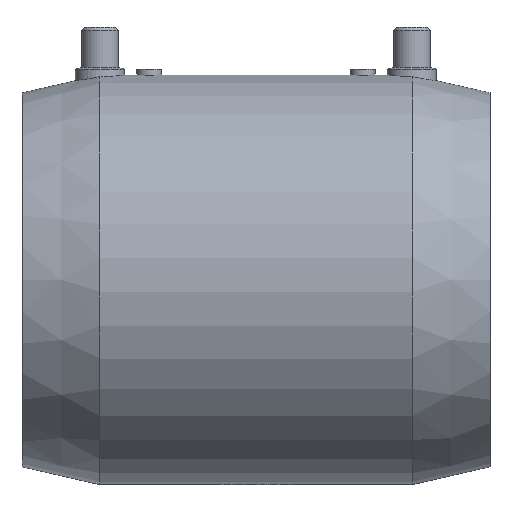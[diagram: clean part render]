
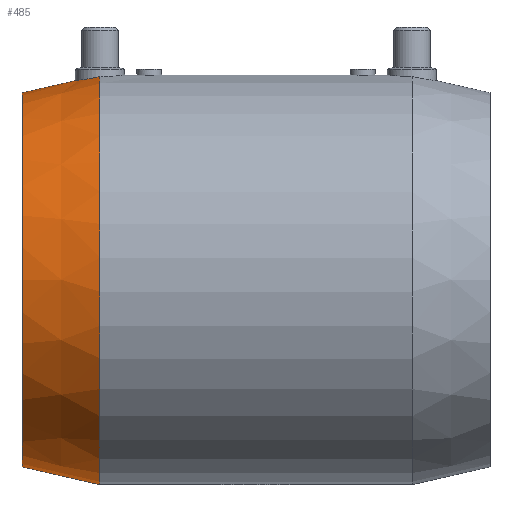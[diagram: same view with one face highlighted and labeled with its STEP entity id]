
A CAD part, top view. The second image highlights one B-rep face of the part: STEP entity #485.
In plain terms, the highlighted conical face has half-angle 12.788 degrees and reference radius 63.625 mm.
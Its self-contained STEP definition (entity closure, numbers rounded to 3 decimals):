
#431 = EDGE_CURVE( '', #661, #597, #1150, .T. );
#453 = VERTEX_POINT( '', #1175 );
#473 = VERTEX_POINT( '', #1196 );
#485 = ADVANCED_FACE( '', ( #1209 ), #1210, .T. );
#575 = EDGE_CURVE( '', #813, #453, #1310, .T. );
#597 = VERTEX_POINT( '', #1333 );
#661 = VERTEX_POINT( '', #1407 );
#799 = EDGE_CURVE( '', #473, #453, #1558, .T. );
#813 = VERTEX_POINT( '', #1574 );
#981 = EDGE_CURVE( '', #597, #813, #1763, .T. );
#1015 = EDGE_CURVE( '', #473, #661, #1803, .T. );
#1150 = CIRCLE( '', #1980, 66.5 );
#1175 = CARTESIAN_POINT( '', ( -77., 60.75, 0. ) );
#1196 = CARTESIAN_POINT( '', ( -77., -60.75, 0. ) );
#1209 = FACE_OUTER_BOUND( '', #2052, .T. );
#1210 = CONICAL_SURFACE( '', #2053, 63.625, 0.223 );
#1310 = LINE( '', #2259, #2260 );
#1333 = CARTESIAN_POINT( '', ( -51.667, 66.017, 8. ) );
#1407 = CARTESIAN_POINT( '', ( -51.667, -66.5, 0. ) );
#1558 = CIRCLE( '', #2782, 60.75 );
#1574 = CARTESIAN_POINT( '', ( -59.667, 64.684, 0. ) );
#1763 = B_SPLINE_CURVE_WITH_KNOTS( '', 3, ( #3152, #3153, #3154, #3155, #3156, #3157, #3158, #3159, #3160, #3161, #3162, #3163, #3164, #3165, #3166, #3167, #3168, #3169, #3170, #3171, #3172, #3173, #3174, #3175, #3176, #3177, #3178, #3179, #3180, #3181, #3182, #3183, #3184, #3185, #3186, #3187, #3188, #3189 ), .UNSPECIFIED., .F., .F., ( 4, 2, 2, 2, 2, 2, 2, 2, 2, 2, 2, 2, 2, 2, 2, 2, 2, 2, 4 ), ( 5.979, 6.202, 7.707, 9.211, 10.715, 12.219, 13.697, 15.174, 16.652, 18.129, 19.607, 21.084, 22.562, 24.039, 25.543, 27.048, 28.552, 30.056, 30.279 ), .UNSPECIFIED. );
#1803 = LINE( '', #3238, #3239 );
#1980 = AXIS2_PLACEMENT_3D( '', #3390, #3391, #3392 );
#2052 = EDGE_LOOP( '', ( #3449, #3450, #3451, #3452, #3453 ) );
#2053 = AXIS2_PLACEMENT_3D( '', #3454, #3455, #3456 );
#2259 = CARTESIAN_POINT( '', ( -64.333, 63.625, 0. ) );
#2260 = VECTOR( '', #3562, 1. );
#2782 = AXIS2_PLACEMENT_3D( '', #3827, #3828, #3829 );
#3152 = CARTESIAN_POINT( '', ( -51.667, 66.017, 8. ) );
#3153 = CARTESIAN_POINT( '', ( -51.74, 66., 8. ) );
#3154 = CARTESIAN_POINT( '', ( -51.813, 65.984, 7.999 ) );
#3155 = CARTESIAN_POINT( '', ( -52.374, 65.857, 7.984 ) );
#3156 = CARTESIAN_POINT( '', ( -52.881, 65.749, 7.924 ) );
#3157 = CARTESIAN_POINT( '', ( -53.889, 65.545, 7.702 ) );
#3158 = CARTESIAN_POINT( '', ( -54.391, 65.449, 7.54 ) );
#3159 = CARTESIAN_POINT( '', ( -55.355, 65.276, 7.118 ) );
#3160 = CARTESIAN_POINT( '', ( -55.817, 65.199, 6.859 ) );
#3161 = CARTESIAN_POINT( '', ( -56.672, 65.064, 6.262 ) );
#3162 = CARTESIAN_POINT( '', ( -57.065, 65.006, 5.925 ) );
#3163 = CARTESIAN_POINT( '', ( -57.753, 64.91, 5.214 ) );
#3164 = CARTESIAN_POINT( '', ( -58.074, 64.868, 4.818 ) );
#3165 = CARTESIAN_POINT( '', ( -58.639, 64.798, 3.956 ) );
#3166 = CARTESIAN_POINT( '', ( -58.884, 64.77, 3.491 ) );
#3167 = CARTESIAN_POINT( '', ( -59.277, 64.725, 2.521 ) );
#3168 = CARTESIAN_POINT( '', ( -59.426, 64.71, 2.016 ) );
#3169 = CARTESIAN_POINT( '', ( -59.62, 64.689, 1.002 ) );
#3170 = CARTESIAN_POINT( '', ( -59.667, 64.684, 0.492 ) );
#3171 = CARTESIAN_POINT( '', ( -59.667, 64.684, -0.492 ) );
#3172 = CARTESIAN_POINT( '', ( -59.62, 64.689, -1.002 ) );
#3173 = CARTESIAN_POINT( '', ( -59.426, 64.71, -2.016 ) );
#3174 = CARTESIAN_POINT( '', ( -59.277, 64.725, -2.521 ) );
#3175 = CARTESIAN_POINT( '', ( -58.884, 64.77, -3.491 ) );
#3176 = CARTESIAN_POINT( '', ( -58.639, 64.798, -3.956 ) );
#3177 = CARTESIAN_POINT( '', ( -58.074, 64.868, -4.818 ) );
#3178 = CARTESIAN_POINT( '', ( -57.753, 64.91, -5.214 ) );
#3179 = CARTESIAN_POINT( '', ( -57.065, 65.006, -5.925 ) );
#3180 = CARTESIAN_POINT( '', ( -56.672, 65.064, -6.262 ) );
#3181 = CARTESIAN_POINT( '', ( -55.817, 65.199, -6.859 ) );
#3182 = CARTESIAN_POINT( '', ( -55.355, 65.276, -7.118 ) );
#3183 = CARTESIAN_POINT( '', ( -54.391, 65.449, -7.54 ) );
#3184 = CARTESIAN_POINT( '', ( -53.889, 65.545, -7.702 ) );
#3185 = CARTESIAN_POINT( '', ( -52.881, 65.749, -7.924 ) );
#3186 = CARTESIAN_POINT( '', ( -52.374, 65.857, -7.984 ) );
#3187 = CARTESIAN_POINT( '', ( -51.813, 65.984, -7.999 ) );
#3188 = CARTESIAN_POINT( '', ( -51.74, 66., -8. ) );
#3189 = CARTESIAN_POINT( '', ( -51.667, 66.017, -8. ) );
#3238 = CARTESIAN_POINT( '', ( -64.333, -63.625, 0. ) );
#3239 = VECTOR( '', #4177, 1. );
#3390 = CARTESIAN_POINT( '', ( -51.667, 0., 0. ) );
#3391 = DIRECTION( '', ( -1., 0., 0. ) );
#3392 = DIRECTION( '', ( 0., 1., 0. ) );
#3449 = ORIENTED_EDGE( '', *, *, #575, .T. );
#3450 = ORIENTED_EDGE( '', *, *, #799, .F. );
#3451 = ORIENTED_EDGE( '', *, *, #1015, .T. );
#3452 = ORIENTED_EDGE( '', *, *, #431, .T. );
#3453 = ORIENTED_EDGE( '', *, *, #981, .T. );
#3454 = CARTESIAN_POINT( '', ( -64.333, 0., 0. ) );
#3455 = DIRECTION( '', ( 1., 0., 0. ) );
#3456 = DIRECTION( '', ( 0., 1., 0. ) );
#3562 = DIRECTION( '', ( -0.975, -0.221, 0. ) );
#3827 = CARTESIAN_POINT( '', ( -77., 0., 0. ) );
#3828 = DIRECTION( '', ( -1., 0., 0. ) );
#3829 = DIRECTION( '', ( 0., 1., 0. ) );
#4177 = DIRECTION( '', ( 0.975, -0.221, 0. ) );
